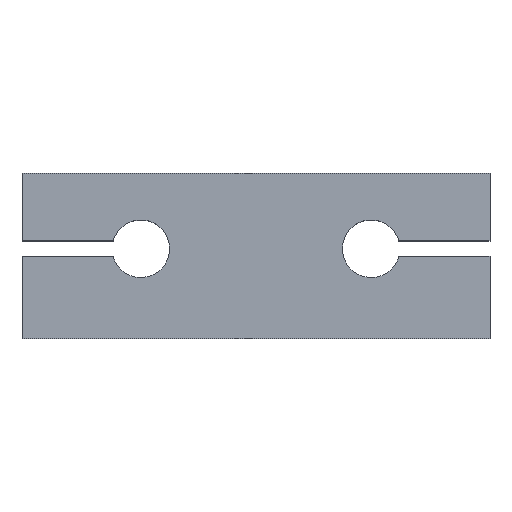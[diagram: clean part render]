
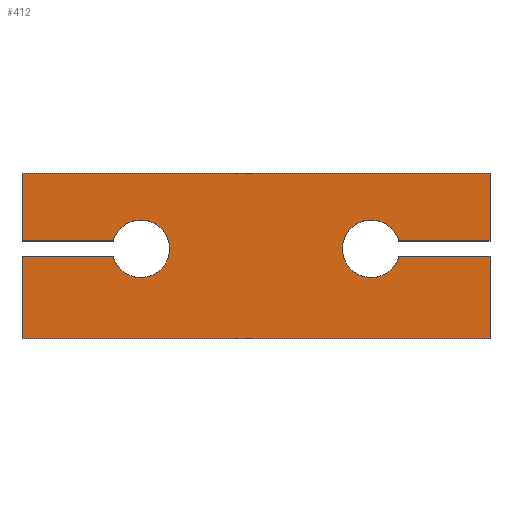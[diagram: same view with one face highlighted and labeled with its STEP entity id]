
A CAD part, top view. The second image highlights one B-rep face of the part: STEP entity #412.
In plain terms, the highlighted planar face has unit normal (0, 0, 1).
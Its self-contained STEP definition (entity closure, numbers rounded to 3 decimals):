
#38=PLANE('',#470);
#60=FACE_OUTER_BOUND('',#92,.T.);
#92=EDGE_LOOP('',(#371,#372,#373,#374,#375,#376,#377,#378,#379,#380,#381,
#382));
#109=LINE('',#654,#147);
#112=LINE('',#659,#150);
#115=LINE('',#667,#153);
#117=LINE('',#671,#155);
#119=LINE('',#675,#157);
#121=LINE('',#679,#159);
#123=LINE('',#683,#161);
#126=LINE('',#691,#164);
#128=LINE('',#695,#166);
#130=LINE('',#698,#168);
#147=VECTOR('',#537,10.);
#150=VECTOR('',#542,10.);
#153=VECTOR('',#551,10.);
#155=VECTOR('',#555,10.);
#157=VECTOR('',#559,10.);
#159=VECTOR('',#563,10.);
#161=VECTOR('',#567,10.);
#164=VECTOR('',#576,10.);
#166=VECTOR('',#580,10.);
#168=VECTOR('',#584,10.);
#183=CIRCLE('',#459,4.);
#184=CIRCLE('',#466,4.);
#209=VERTEX_POINT('',#652);
#210=VERTEX_POINT('',#653);
#211=VERTEX_POINT('',#658);
#212=VERTEX_POINT('',#662);
#213=VERTEX_POINT('',#666);
#214=VERTEX_POINT('',#670);
#215=VERTEX_POINT('',#674);
#216=VERTEX_POINT('',#678);
#217=VERTEX_POINT('',#682);
#218=VERTEX_POINT('',#686);
#219=VERTEX_POINT('',#690);
#220=VERTEX_POINT('',#694);
#251=EDGE_CURVE('',#209,#210,#109,.T.);
#254=EDGE_CURVE('',#210,#211,#112,.T.);
#256=EDGE_CURVE('',#211,#212,#183,.T.);
#258=EDGE_CURVE('',#212,#213,#115,.T.);
#260=EDGE_CURVE('',#213,#214,#117,.T.);
#262=EDGE_CURVE('',#214,#215,#119,.T.);
#264=EDGE_CURVE('',#215,#216,#121,.T.);
#266=EDGE_CURVE('',#216,#217,#123,.T.);
#268=EDGE_CURVE('',#217,#218,#184,.T.);
#270=EDGE_CURVE('',#218,#219,#126,.T.);
#272=EDGE_CURVE('',#219,#220,#128,.T.);
#274=EDGE_CURVE('',#220,#209,#130,.T.);
#371=ORIENTED_EDGE('',*,*,#251,.F.);
#372=ORIENTED_EDGE('',*,*,#274,.F.);
#373=ORIENTED_EDGE('',*,*,#272,.F.);
#374=ORIENTED_EDGE('',*,*,#270,.F.);
#375=ORIENTED_EDGE('',*,*,#268,.F.);
#376=ORIENTED_EDGE('',*,*,#266,.F.);
#377=ORIENTED_EDGE('',*,*,#264,.F.);
#378=ORIENTED_EDGE('',*,*,#262,.F.);
#379=ORIENTED_EDGE('',*,*,#260,.F.);
#380=ORIENTED_EDGE('',*,*,#258,.F.);
#381=ORIENTED_EDGE('',*,*,#256,.F.);
#382=ORIENTED_EDGE('',*,*,#254,.F.);
#412=ADVANCED_FACE('',(#60),#38,.T.);
#459=AXIS2_PLACEMENT_3D('',#663,#546,#547);
#466=AXIS2_PLACEMENT_3D('',#687,#571,#572);
#470=AXIS2_PLACEMENT_3D('',#699,#585,#586);
#537=DIRECTION('',(0.,-1.,0.));
#542=DIRECTION('',(-1.,0.,0.));
#546=DIRECTION('center_axis',(0.,0.,1.));
#547=DIRECTION('ref_axis',(0.963,0.269,0.));
#551=DIRECTION('',(1.,0.,0.));
#555=DIRECTION('',(0.,-1.,0.));
#559=DIRECTION('',(-1.,0.,0.));
#563=DIRECTION('',(0.,1.,0.));
#567=DIRECTION('',(1.,0.,0.));
#571=DIRECTION('center_axis',(0.,0.,1.));
#572=DIRECTION('ref_axis',(-0.963,-0.269,0.));
#576=DIRECTION('',(-1.,0.,0.));
#580=DIRECTION('',(0.,1.,0.));
#584=DIRECTION('',(1.,0.,0.));
#585=DIRECTION('center_axis',(0.,0.,1.));
#586=DIRECTION('ref_axis',(1.,0.,0.));
#652=CARTESIAN_POINT('',(32.5,11.5,6.));
#653=CARTESIAN_POINT('',(32.5,2.075,6.));
#654=CARTESIAN_POINT('',(32.5,11.5,6.));
#658=CARTESIAN_POINT('',(19.853,2.075,6.));
#659=CARTESIAN_POINT('',(32.5,2.075,6.));
#662=CARTESIAN_POINT('',(19.853,-0.075,6.));
#663=CARTESIAN_POINT('Origin',(16.,1.,6.));
#666=CARTESIAN_POINT('',(32.5,-0.075,6.));
#667=CARTESIAN_POINT('',(19.853,-0.075,6.));
#670=CARTESIAN_POINT('',(32.5,-11.5,6.));
#671=CARTESIAN_POINT('',(32.5,-0.075,6.));
#674=CARTESIAN_POINT('',(-32.5,-11.5,6.));
#675=CARTESIAN_POINT('',(32.5,-11.5,6.));
#678=CARTESIAN_POINT('',(-32.5,-0.075,6.));
#679=CARTESIAN_POINT('',(-32.5,-11.5,6.));
#682=CARTESIAN_POINT('',(-19.853,-0.075,6.));
#683=CARTESIAN_POINT('',(-32.5,-0.075,6.));
#686=CARTESIAN_POINT('',(-19.853,2.075,6.));
#687=CARTESIAN_POINT('Origin',(-16.,1.,6.));
#690=CARTESIAN_POINT('',(-32.5,2.075,6.));
#691=CARTESIAN_POINT('',(-19.853,2.075,6.));
#694=CARTESIAN_POINT('',(-32.5,11.5,6.));
#695=CARTESIAN_POINT('',(-32.5,2.075,6.));
#698=CARTESIAN_POINT('',(-32.5,11.5,6.));
#699=CARTESIAN_POINT('Origin',(-0.031,0.344,6.));
